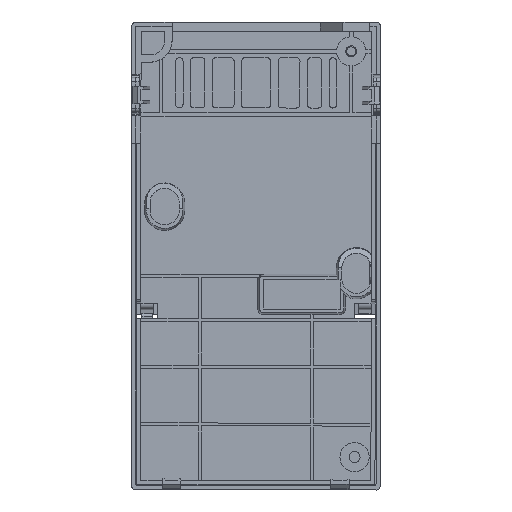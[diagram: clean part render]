
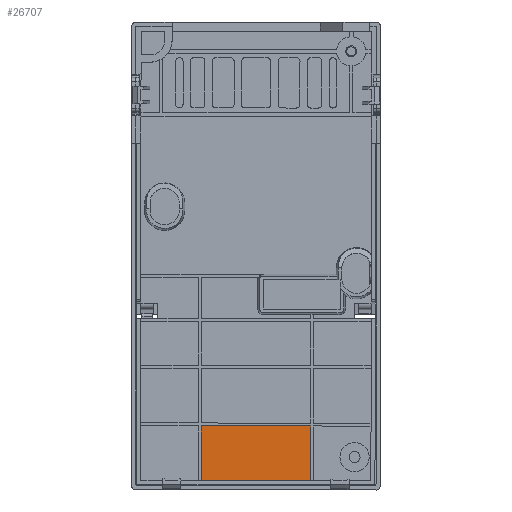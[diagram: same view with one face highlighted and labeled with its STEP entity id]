
A CAD part, front view. The second image highlights one B-rep face of the part: STEP entity #26707.
In plain terms, the highlighted planar face has unit normal (0, -1, 0).
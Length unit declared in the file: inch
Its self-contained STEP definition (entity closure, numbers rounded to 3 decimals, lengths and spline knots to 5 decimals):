
#559 = CARTESIAN_POINT ( 'NONE',  ( -0.59273, 0.9685, -2.42351 ) ) ;
#2496 = ORIENTED_EDGE ( 'NONE', *, *, #15252, .T. ) ;
#4751 = DIRECTION ( 'NONE',  ( 0.001, 0., 1. ) ) ;
#4857 = CARTESIAN_POINT ( 'NONE',  ( -0.59273, 0.9685, -2.42351 ) ) ;
#6481 = AXIS2_PLACEMENT_3D ( 'NONE', #43155, #21795, #4751 ) ;
#7754 = LINE ( 'NONE', #41357, #42670 ) ;
#8309 = EDGE_CURVE ( 'NONE', #12603, #45548, #45077, .T. ) ;
#10587 = VERTEX_POINT ( 'NONE', #4857 ) ;
#11147 = DIRECTION ( 'NONE',  ( 1., 0., -0.001 ) ) ;
#12603 = VERTEX_POINT ( 'NONE', #22322 ) ;
#13047 = DIRECTION ( 'NONE',  ( 0.001, 0., 1. ) ) ;
#13078 = EDGE_CURVE ( 'NONE', #10587, #51761, #37406, .T. ) ;
#13322 = DIRECTION ( 'NONE',  ( 1., 0., -0.001 ) ) ;
#15252 = EDGE_CURVE ( 'NONE', #10587, #45548, #7754, .T. ) ;
#15944 = ORIENTED_EDGE ( 'NONE', *, *, #46809, .F. ) ;
#21795 = DIRECTION ( 'NONE',  ( 0., 1., 0. ) ) ;
#21900 = ORIENTED_EDGE ( 'NONE', *, *, #8309, .F. ) ;
#22322 = CARTESIAN_POINT ( 'NONE',  ( 0.5888, 0.9685, -1.83382 ) ) ;
#23355 = ORIENTED_EDGE ( 'NONE', *, *, #13078, .F. ) ;
#26321 = FACE_OUTER_BOUND ( 'NONE', #32352, .T. ) ;
#26707 = ADVANCED_FACE ( 'NONE', ( #26321 ), #39784, .F. ) ;
#29648 = VECTOR ( 'NONE', #48733, 39.37008 ) ;
#30227 = CARTESIAN_POINT ( 'NONE',  ( -1.24191, 0.9685, -1.83249 ) ) ;
#32034 = CARTESIAN_POINT ( 'NONE',  ( 0.58837, 0.9685, -2.42437 ) ) ;
#32352 = EDGE_LOOP ( 'NONE', ( #23355, #2496, #21900, #15944 ) ) ;
#35850 = CARTESIAN_POINT ( 'NONE',  ( 0.58972, 0.9685, -0.57398 ) ) ;
#37001 = LINE ( 'NONE', #30227, #54997 ) ;
#37406 = LINE ( 'NONE', #559, #52780 ) ;
#39784 = PLANE ( 'NONE',  #6481 ) ;
#41357 = CARTESIAN_POINT ( 'NONE',  ( 1.3364, 0.9685, -2.42492 ) ) ;
#42670 = VECTOR ( 'NONE', #11147, 39.37008 ) ;
#43155 = CARTESIAN_POINT ( 'NONE',  ( -0.00041, 0.9685, -0.00268 ) ) ;
#45077 = LINE ( 'NONE', #35850, #29648 ) ;
#45548 = VERTEX_POINT ( 'NONE', #32034 ) ;
#46809 = EDGE_CURVE ( 'NONE', #51761, #12603, #37001, .T. ) ;
#48733 = DIRECTION ( 'NONE',  ( -0.001, 0., -1. ) ) ;
#51761 = VERTEX_POINT ( 'NONE', #54663 ) ;
#52780 = VECTOR ( 'NONE', #13047, 39.37008 ) ;
#54663 = CARTESIAN_POINT ( 'NONE',  ( -0.5923, 0.9685, -1.83296 ) ) ;
#54997 = VECTOR ( 'NONE', #13322, 39.37008 ) ;
